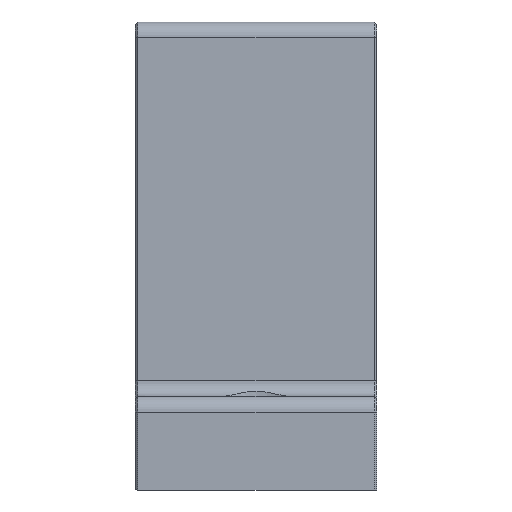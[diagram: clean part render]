
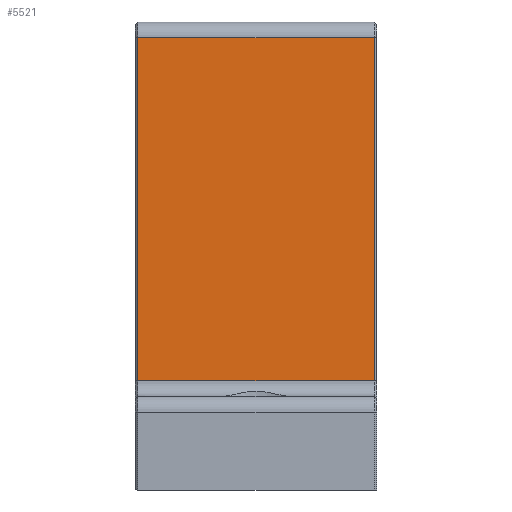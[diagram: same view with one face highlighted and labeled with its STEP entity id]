
A CAD part, front view. The second image highlights one B-rep face of the part: STEP entity #5521.
In plain terms, the highlighted planar face has unit normal (0, -1, 0).
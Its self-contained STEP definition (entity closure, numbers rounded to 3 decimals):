
#5249=CARTESIAN_POINT('',(30.3,-60.,28.));
#5250=VERTEX_POINT('',#5249);
#5314=CARTESIAN_POINT('',(30.3,-60.,116.));
#5315=VERTEX_POINT('',#5314);
#5322=CARTESIAN_POINT('',(30.3,-60.,116.));
#5323=DIRECTION('',(0.0,0.0,-1.0));
#5324=VECTOR('',#5323,88.);
#5325=LINE('',#5322,#5324);
#5326=EDGE_CURVE('',#5315,#5250,#5325,.T.);
#5472=CARTESIAN_POINT('',(-30.3,-60.,28.));
#5473=VERTEX_POINT('',#5472);
#5474=CARTESIAN_POINT('',(-30.3,-60.,28.));
#5475=DIRECTION('',(1.0,0.0,0.0));
#5476=VECTOR('',#5475,60.6);
#5477=LINE('',#5474,#5476);
#5478=EDGE_CURVE('',#5473,#5250,#5477,.T.);
#5498=CARTESIAN_POINT('',(0.0,-60.,120.));
#5499=DIRECTION('',(0.0,1.0,0.0));
#5500=DIRECTION('',(0.0,0.0,1.0));
#5501=AXIS2_PLACEMENT_3D('',#5498,#5499,#5500);
#5502=PLANE('',#5501);
#5503=CARTESIAN_POINT('',(-30.3,-60.,116.));
#5504=VERTEX_POINT('',#5503);
#5505=CARTESIAN_POINT('',(-30.3,-60.,28.));
#5506=DIRECTION('',(0.0,0.0,1.0));
#5507=VECTOR('',#5506,88.);
#5508=LINE('',#5505,#5507);
#5509=EDGE_CURVE('',#5473,#5504,#5508,.T.);
#5510=ORIENTED_EDGE('',*,*,#5509,.F.);
#5511=ORIENTED_EDGE('',*,*,#5478,.T.);
#5512=ORIENTED_EDGE('',*,*,#5326,.F.);
#5513=CARTESIAN_POINT('',(30.3,-60.,116.));
#5514=DIRECTION('',(-1.0,0.0,0.0));
#5515=VECTOR('',#5514,60.6);
#5516=LINE('',#5513,#5515);
#5517=EDGE_CURVE('',#5315,#5504,#5516,.T.);
#5518=ORIENTED_EDGE('',*,*,#5517,.T.);
#5519=EDGE_LOOP('',(#5510,#5511,#5512,#5518));
#5520=FACE_OUTER_BOUND('',#5519,.T.);
#5521=ADVANCED_FACE('',(#5520),#5502,.F.);
